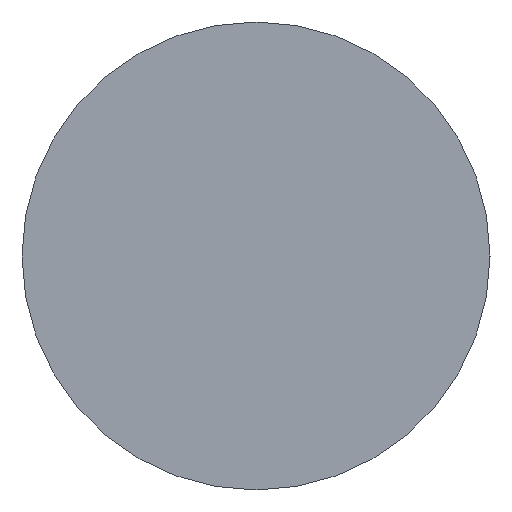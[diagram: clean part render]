
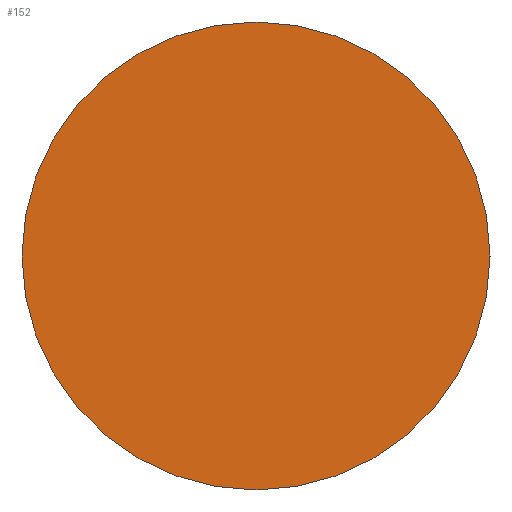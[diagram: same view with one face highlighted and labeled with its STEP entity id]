
A CAD part, left-side view. The second image highlights one B-rep face of the part: STEP entity #152.
In plain terms, the highlighted planar face has unit normal (-1, 0, 0).
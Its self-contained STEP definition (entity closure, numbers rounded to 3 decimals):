
#10 = EDGE_CURVE ( 'NONE', #233, #116, #275, .T. ) ;
#25 = EDGE_CURVE ( 'NONE', #116, #233, #149, .T. ) ;
#30 = DIRECTION ( 'NONE',  ( 0., 0., 1. ) ) ;
#51 = DIRECTION ( 'NONE',  ( -1., 0., 0. ) ) ;
#56 = CARTESIAN_POINT ( 'NONE',  ( -70., 0., 3. ) ) ;
#64 = AXIS2_PLACEMENT_3D ( 'NONE', #213, #51, #287 ) ;
#76 = CARTESIAN_POINT ( 'NONE',  ( -70., 0., 0. ) ) ;
#84 = DIRECTION ( 'NONE',  ( 0., 0., -1. ) ) ;
#86 = AXIS2_PLACEMENT_3D ( 'NONE', #76, #235, #30 ) ;
#87 = PLANE ( 'NONE',  #236 ) ;
#116 = VERTEX_POINT ( 'NONE', #56 ) ;
#122 = CARTESIAN_POINT ( 'NONE',  ( -70., 0., -3. ) ) ;
#130 = ORIENTED_EDGE ( 'NONE', *, *, #10, .T. ) ;
#145 = ORIENTED_EDGE ( 'NONE', *, *, #25, .T. ) ;
#148 = DIRECTION ( 'NONE',  ( 1., 0., 0. ) ) ;
#149 = CIRCLE ( 'NONE', #86, 3. ) ;
#152 = ADVANCED_FACE ( 'NONE', ( #194 ), #87, .F. ) ;
#194 = FACE_OUTER_BOUND ( 'NONE', #227, .T. ) ;
#213 = CARTESIAN_POINT ( 'NONE',  ( -70., 0., 0. ) ) ;
#227 = EDGE_LOOP ( 'NONE', ( #145, #130 ) ) ;
#233 = VERTEX_POINT ( 'NONE', #122 ) ;
#235 = DIRECTION ( 'NONE',  ( -1., 0., 0. ) ) ;
#236 = AXIS2_PLACEMENT_3D ( 'NONE', #246, #148, #84 ) ;
#246 = CARTESIAN_POINT ( 'NONE',  ( -70., 0., 0. ) ) ;
#275 = CIRCLE ( 'NONE', #64, 3. ) ;
#287 = DIRECTION ( 'NONE',  ( 0., 0., 1. ) ) ;
